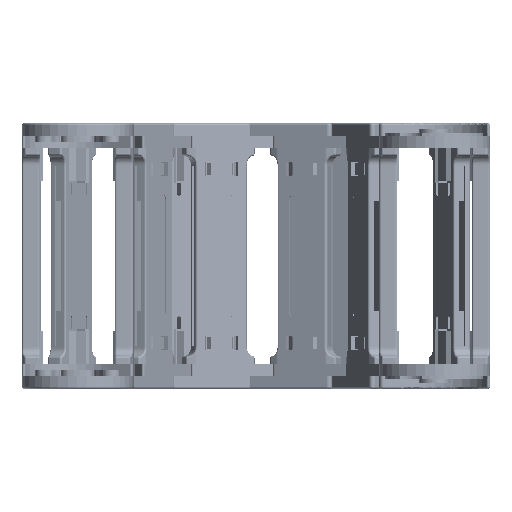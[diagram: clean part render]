
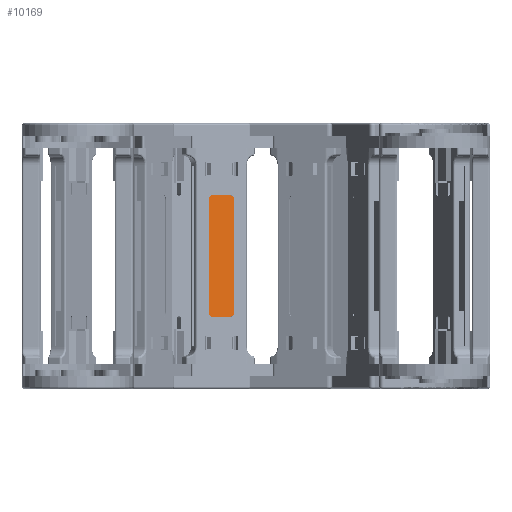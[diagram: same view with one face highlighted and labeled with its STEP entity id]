
A CAD part, left-side view. The second image highlights one B-rep face of the part: STEP entity #10169.
In plain terms, the highlighted face is planar.
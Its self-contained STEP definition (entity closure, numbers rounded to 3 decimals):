
#281 = CARTESIAN_POINT ( 'NONE',  ( -76.715, 30.497, -145.809 ) ) ;
#285 = CARTESIAN_POINT ( 'NONE',  ( -66.655, 30.497, -145.809 ) ) ;
#695 = VERTEX_POINT ( 'NONE', #28000 ) ;
#886 = ORIENTED_EDGE ( 'NONE', *, *, #30729, .F. ) ;
#2808 = LINE ( 'NONE', #3165, #31810 ) ;
#3010 = ORIENTED_EDGE ( 'NONE', *, *, #16162, .F. ) ;
#3165 = CARTESIAN_POINT ( 'NONE',  ( -79.23, 30.497, -145.789 ) ) ;
#3908 = VECTOR ( 'NONE', #31563, 1000. ) ;
#4241 = VERTEX_POINT ( 'NONE', #14625 ) ;
#4325 = CARTESIAN_POINT ( 'NONE',  ( -76.715, 30.497, -148.324 ) ) ;
#4572 = VERTEX_POINT ( 'NONE', #15146 ) ;
#4589 = EDGE_CURVE ( 'NONE', #11450, #4241, #13253, .T. ) ;
#4872 = CARTESIAN_POINT ( 'NONE',  ( -79.23, 30.497, -145.809 ) ) ;
#5569 = AXIS2_PLACEMENT_3D ( 'NONE', #285, #21908, #22136 ) ;
#6913 = LINE ( 'NONE', #27073, #20562 ) ;
#7019 = CARTESIAN_POINT ( 'NONE',  ( -64.14, 30.497, -82.651 ) ) ;
#9049 = DIRECTION ( 'NONE',  ( 0., 0., 1. ) ) ;
#9481 = CARTESIAN_POINT ( 'NONE',  ( -76.715, 30.497, -82.651 ) ) ;
#9602 = EDGE_CURVE ( 'NONE', #34802, #4572, #26867, .T. ) ;
#9661 = CARTESIAN_POINT ( 'NONE',  ( -76.715, 30.497, -148.324 ) ) ;
#9932 = CARTESIAN_POINT ( 'NONE',  ( -64.14, 30.497, -145.809 ) ) ;
#10007 = EDGE_CURVE ( 'NONE', #26540, #11450, #28938, .T. ) ;
#10131 = EDGE_CURVE ( 'NONE', #13635, #695, #31028, .T. ) ;
#10169 = ADVANCED_FACE ( 'NONE', ( #11869 ), #12071, .F. ) ;
#10694 = AXIS2_PLACEMENT_3D ( 'NONE', #9481, #12191, #28409 ) ;
#11450 = VERTEX_POINT ( 'NONE', #9661 ) ;
#11823 = CARTESIAN_POINT ( 'NONE',  ( -64.14, 30.497, -145.789 ) ) ;
#11869 = FACE_OUTER_BOUND ( 'NONE', #32542, .T. ) ;
#11992 = VECTOR ( 'NONE', #20092, 1000. ) ;
#12071 = PLANE ( 'NONE',  #14310 ) ;
#12191 = DIRECTION ( 'NONE',  ( 0., -1., 0. ) ) ;
#12243 = ORIENTED_EDGE ( 'NONE', *, *, #9602, .F. ) ;
#12714 = AXIS2_PLACEMENT_3D ( 'NONE', #14603, #20272, #9049 ) ;
#13253 = LINE ( 'NONE', #4325, #3908 ) ;
#13257 = LINE ( 'NONE', #11823, #11992 ) ;
#13594 = EDGE_CURVE ( 'NONE', #4241, #19198, #15992, .T. ) ;
#13635 = VERTEX_POINT ( 'NONE', #19059 ) ;
#14310 = AXIS2_PLACEMENT_3D ( 'NONE', #34078, #31116, #33844 ) ;
#14603 = CARTESIAN_POINT ( 'NONE',  ( -66.655, 30.497, -82.651 ) ) ;
#14625 = CARTESIAN_POINT ( 'NONE',  ( -66.655, 30.497, -148.324 ) ) ;
#15004 = AXIS2_PLACEMENT_3D ( 'NONE', #281, #19415, #27134 ) ;
#15146 = CARTESIAN_POINT ( 'NONE',  ( -66.655, 30.497, -80.136 ) ) ;
#15992 = CIRCLE ( 'NONE', #5569, 2.515 ) ;
#16162 = EDGE_CURVE ( 'NONE', #19198, #34802, #13257, .T. ) ;
#18878 = DIRECTION ( 'NONE',  ( -1., 0., 0. ) ) ;
#19018 = ORIENTED_EDGE ( 'NONE', *, *, #13594, .F. ) ;
#19059 = CARTESIAN_POINT ( 'NONE',  ( -76.715, 30.497, -80.136 ) ) ;
#19198 = VERTEX_POINT ( 'NONE', #9932 ) ;
#19415 = DIRECTION ( 'NONE',  ( 0., -1., 0. ) ) ;
#20092 = DIRECTION ( 'NONE',  ( 0., 0., 1. ) ) ;
#20272 = DIRECTION ( 'NONE',  ( 0., -1., 0. ) ) ;
#20562 = VECTOR ( 'NONE', #18878, 1000. ) ;
#21908 = DIRECTION ( 'NONE',  ( 0., -1., 0. ) ) ;
#22136 = DIRECTION ( 'NONE',  ( 0., 0., -1. ) ) ;
#22963 = ORIENTED_EDGE ( 'NONE', *, *, #10131, .F. ) ;
#24505 = ORIENTED_EDGE ( 'NONE', *, *, #10007, .F. ) ;
#26540 = VERTEX_POINT ( 'NONE', #4872 ) ;
#26867 = CIRCLE ( 'NONE', #12714, 2.515 ) ;
#27073 = CARTESIAN_POINT ( 'NONE',  ( -76.715, 30.497, -80.136 ) ) ;
#27134 = DIRECTION ( 'NONE',  ( 0., 0., 1. ) ) ;
#27291 = EDGE_CURVE ( 'NONE', #695, #26540, #2808, .T. ) ;
#28000 = CARTESIAN_POINT ( 'NONE',  ( -79.23, 30.497, -82.651 ) ) ;
#28409 = DIRECTION ( 'NONE',  ( 0., 0., 1. ) ) ;
#28938 = CIRCLE ( 'NONE', #15004, 2.515 ) ;
#30729 = EDGE_CURVE ( 'NONE', #4572, #13635, #6913, .T. ) ;
#31028 = CIRCLE ( 'NONE', #10694, 2.515 ) ;
#31116 = DIRECTION ( 'NONE',  ( 0., -1., 0. ) ) ;
#31266 = ORIENTED_EDGE ( 'NONE', *, *, #4589, .F. ) ;
#31563 = DIRECTION ( 'NONE',  ( 1., 0., 0. ) ) ;
#31810 = VECTOR ( 'NONE', #32926, 1000. ) ;
#32542 = EDGE_LOOP ( 'NONE', ( #34719, #22963, #886, #12243, #3010, #19018, #31266, #24505 ) ) ;
#32926 = DIRECTION ( 'NONE',  ( 0., 0., -1. ) ) ;
#33844 = DIRECTION ( 'NONE',  ( 0., 0., 1. ) ) ;
#34078 = CARTESIAN_POINT ( 'NONE',  ( -76.715, 30.497, -145.789 ) ) ;
#34719 = ORIENTED_EDGE ( 'NONE', *, *, #27291, .F. ) ;
#34802 = VERTEX_POINT ( 'NONE', #7019 ) ;
